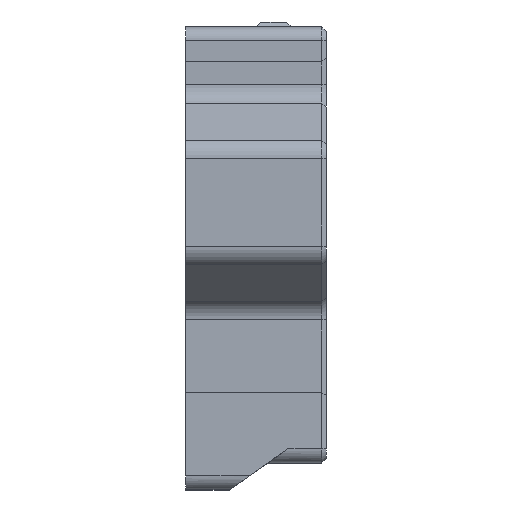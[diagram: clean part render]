
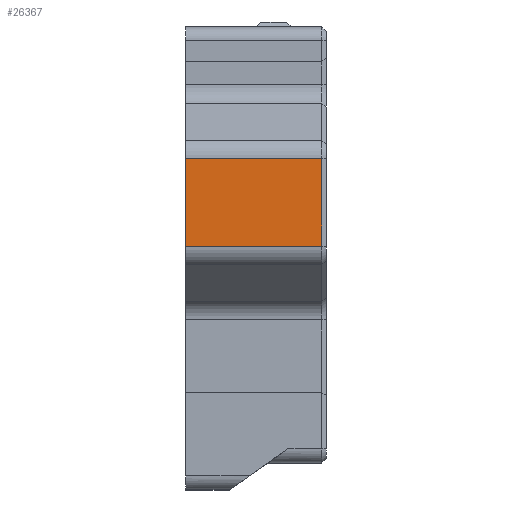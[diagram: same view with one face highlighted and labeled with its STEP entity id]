
A CAD part, front view. The second image highlights one B-rep face of the part: STEP entity #26367.
In plain terms, the highlighted planar face has unit normal (0, -1, 0).
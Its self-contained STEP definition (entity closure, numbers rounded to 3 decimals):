
#2819=FACE_OUTER_BOUND('',#4377,.T.);
#4377=EDGE_LOOP('',(#20511,#20512,#20513,#20514));
#6454=LINE('',#41866,#9050);
#6671=LINE('',#43467,#9267);
#6672=LINE('',#43471,#9268);
#6673=LINE('',#43472,#9269);
#9050=VECTOR('',#33484,1000.);
#9267=VECTOR('',#34063,1000.);
#9268=VECTOR('',#34068,1000.);
#9269=VECTOR('',#34069,1000.);
#11876=VERTEX_POINT('',#41863);
#11877=VERTEX_POINT('',#41865);
#12258=VERTEX_POINT('',#43466);
#12259=VERTEX_POINT('',#43470);
#14802=EDGE_CURVE('',#11876,#11877,#6454,.T.);
#15226=EDGE_CURVE('',#12258,#11877,#6671,.T.);
#15228=EDGE_CURVE('',#12259,#11876,#6672,.T.);
#15229=EDGE_CURVE('',#12259,#12258,#6673,.T.);
#20511=ORIENTED_EDGE('',*,*,#15228,.F.);
#20512=ORIENTED_EDGE('',*,*,#15229,.T.);
#20513=ORIENTED_EDGE('',*,*,#15226,.T.);
#20514=ORIENTED_EDGE('',*,*,#14802,.F.);
#25341=PLANE('',#28697);
#26367=ADVANCED_FACE('',(#2819),#25341,.T.);
#28697=AXIS2_PLACEMENT_3D('',#43469,#34066,#34067);
#33484=DIRECTION('',(0.,0.,1.));
#34063=DIRECTION('',(-1.,0.,0.));
#34066=DIRECTION('center_axis',(0.,-1.,0.));
#34067=DIRECTION('ref_axis',(0.,0.,1.));
#34068=DIRECTION('',(-1.,0.,0.));
#34069=DIRECTION('',(0.,0.,1.));
#41863=CARTESIAN_POINT('',(-114.998,-95.765,30.489));
#41865=CARTESIAN_POINT('',(-114.998,-95.765,37.965));
#41866=CARTESIAN_POINT('',(-114.998,-95.765,124.191));
#43466=CARTESIAN_POINT('',(-103.398,-95.765,37.965));
#43467=CARTESIAN_POINT('',(-102.998,-95.765,37.965));
#43469=CARTESIAN_POINT('Origin',(-102.998,-95.765,124.191));
#43470=CARTESIAN_POINT('',(-103.398,-95.765,30.489));
#43471=CARTESIAN_POINT('',(-102.998,-95.765,30.489));
#43472=CARTESIAN_POINT('',(-103.398,-95.765,37.965));
